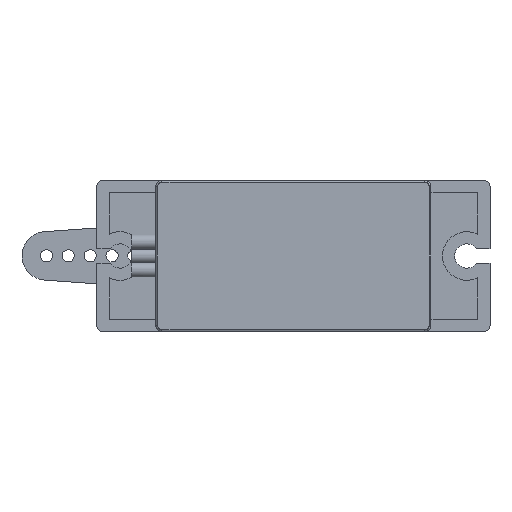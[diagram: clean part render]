
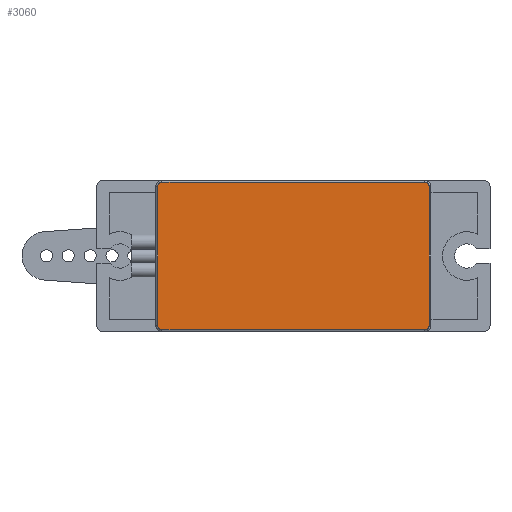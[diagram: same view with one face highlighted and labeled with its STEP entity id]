
A CAD part, front view. The second image highlights one B-rep face of the part: STEP entity #3060.
In plain terms, the highlighted planar face has unit normal (0, -1, 0).
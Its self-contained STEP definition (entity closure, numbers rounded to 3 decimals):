
#135=PLANE('',#3374);
#354=FACE_OUTER_BOUND('',#545,.T.);
#545=EDGE_LOOP('',(#2660,#2661,#2662,#2663,#2664,#2665,#2666,#2667));
#797=LINE('',#6555,#1029);
#798=LINE('',#6559,#1030);
#799=LINE('',#6563,#1031);
#800=LINE('',#6567,#1032);
#1029=VECTOR('',#4159,1000.);
#1030=VECTOR('',#4162,1000.);
#1031=VECTOR('',#4165,1000.);
#1032=VECTOR('',#4168,1000.);
#1183=CIRCLE('',#3375,0.35);
#1184=CIRCLE('',#3376,0.35);
#1185=CIRCLE('',#3377,0.35);
#1186=CIRCLE('',#3378,0.35);
#1455=VERTEX_POINT('',#6553);
#1456=VERTEX_POINT('',#6554);
#1457=VERTEX_POINT('',#6556);
#1458=VERTEX_POINT('',#6558);
#1459=VERTEX_POINT('',#6560);
#1460=VERTEX_POINT('',#6562);
#1461=VERTEX_POINT('',#6564);
#1462=VERTEX_POINT('',#6566);
#1867=EDGE_CURVE('',#1455,#1456,#797,.T.);
#1868=EDGE_CURVE('',#1456,#1457,#1183,.T.);
#1869=EDGE_CURVE('',#1457,#1458,#798,.T.);
#1870=EDGE_CURVE('',#1458,#1459,#1184,.T.);
#1871=EDGE_CURVE('',#1459,#1460,#799,.T.);
#1872=EDGE_CURVE('',#1460,#1461,#1185,.T.);
#1873=EDGE_CURVE('',#1461,#1462,#800,.T.);
#1874=EDGE_CURVE('',#1462,#1455,#1186,.T.);
#2660=ORIENTED_EDGE('',*,*,#1867,.T.);
#2661=ORIENTED_EDGE('',*,*,#1868,.T.);
#2662=ORIENTED_EDGE('',*,*,#1869,.T.);
#2663=ORIENTED_EDGE('',*,*,#1870,.T.);
#2664=ORIENTED_EDGE('',*,*,#1871,.T.);
#2665=ORIENTED_EDGE('',*,*,#1872,.T.);
#2666=ORIENTED_EDGE('',*,*,#1873,.T.);
#2667=ORIENTED_EDGE('',*,*,#1874,.T.);
#3060=ADVANCED_FACE('',(#354),#135,.T.);
#3374=AXIS2_PLACEMENT_3D('',#6552,#4157,#4158);
#3375=AXIS2_PLACEMENT_3D('',#6557,#4160,#4161);
#3376=AXIS2_PLACEMENT_3D('',#6561,#4163,#4164);
#3377=AXIS2_PLACEMENT_3D('',#6565,#4166,#4167);
#3378=AXIS2_PLACEMENT_3D('',#6568,#4169,#4170);
#4157=DIRECTION('center_axis',(0.,-1.,0.));
#4158=DIRECTION('ref_axis',(0.,0.,-1.));
#4159=DIRECTION('',(1.,0.,0.));
#4160=DIRECTION('center_axis',(0.,-1.,0.));
#4161=DIRECTION('ref_axis',(0.,0.,-1.));
#4162=DIRECTION('',(0.,0.,1.));
#4163=DIRECTION('center_axis',(0.,-1.,0.));
#4164=DIRECTION('ref_axis',(0.,0.,-1.));
#4165=DIRECTION('',(-1.,0.,0.));
#4166=DIRECTION('center_axis',(0.,-1.,0.));
#4167=DIRECTION('ref_axis',(0.,0.,-1.));
#4168=DIRECTION('',(0.,0.,-1.));
#4169=DIRECTION('center_axis',(0.,-1.,0.));
#4170=DIRECTION('ref_axis',(0.,0.,-1.));
#6552=CARTESIAN_POINT('Origin',(0.,0.,0.));
#6553=CARTESIAN_POINT('',(-10.8,0.,-6.05));
#6554=CARTESIAN_POINT('',(10.8,0.,-6.05));
#6555=CARTESIAN_POINT('',(10.8,0.,-6.05));
#6556=CARTESIAN_POINT('',(11.15,0.,-5.7));
#6557=CARTESIAN_POINT('Origin',(10.8,0.,-5.7));
#6558=CARTESIAN_POINT('',(11.15,0.,5.7));
#6559=CARTESIAN_POINT('',(11.15,0.,5.7));
#6560=CARTESIAN_POINT('',(10.8,0.,6.05));
#6561=CARTESIAN_POINT('Origin',(10.8,0.,5.7));
#6562=CARTESIAN_POINT('',(-10.8,0.,6.05));
#6563=CARTESIAN_POINT('',(-10.8,0.,6.05));
#6564=CARTESIAN_POINT('',(-11.15,0.,5.7));
#6565=CARTESIAN_POINT('Origin',(-10.8,0.,5.7));
#6566=CARTESIAN_POINT('',(-11.15,0.,-5.7));
#6567=CARTESIAN_POINT('',(-11.15,0.,-5.7));
#6568=CARTESIAN_POINT('Origin',(-10.8,0.,-5.7));
